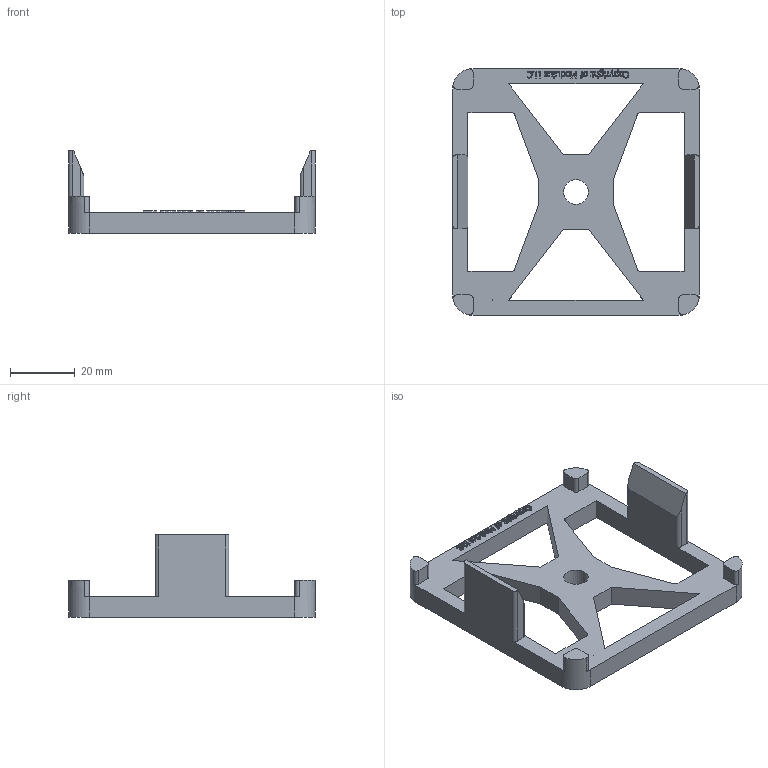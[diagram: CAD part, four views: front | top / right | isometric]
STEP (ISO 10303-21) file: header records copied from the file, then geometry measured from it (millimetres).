
FILE_DESCRIPTION(/* description */ (''),/* implementation_level */ '2;1');
FILE_NAME(/* name */ 'ELEC_ModulusCell_am2926.ipt.stp',/* time_stamp */ '2016-01-07T16:39:25-08:00',/* author */ ('Autodesk Inc.'),/* organization */ ('Autodesk Inc.'),/* preprocessor_version */ 'ST-DEVELOPER v16.1',/* originating_system */ 'Autodesk Inventor 2016',/* authorisation */ '');
FILE_SCHEMA (('AUTOMOTIVE_DESIGN { 1 0 10303 214 3 1 1 }'));
Length unit declared in the file: inch
Products named in the file (1): ELEC_ModulusCell_am2926
Bounding box: 76.2 x 76.2 x 25.4 mm (x, y, z)
Volume: 22136.2 mm3; surface area: 13820.8 mm2
Topology: 1 solids, 1 shells, 428 faces, 1169 edges, 771 vertices
Faces by surface type: plane 244, bspline 137, cylinder 46, cone 1
Full cylindrical faces by diameter (mm): 7.541 x1, 14.145 x1
Entity records: 14598 total; most frequent: CARTESIAN_POINT 4147, ORIENTED_EDGE 2332, DIRECTION 1569, EDGE_CURVE 1166, LINE 799, VECTOR 799, VERTEX_POINT 771, EDGE_LOOP 471
